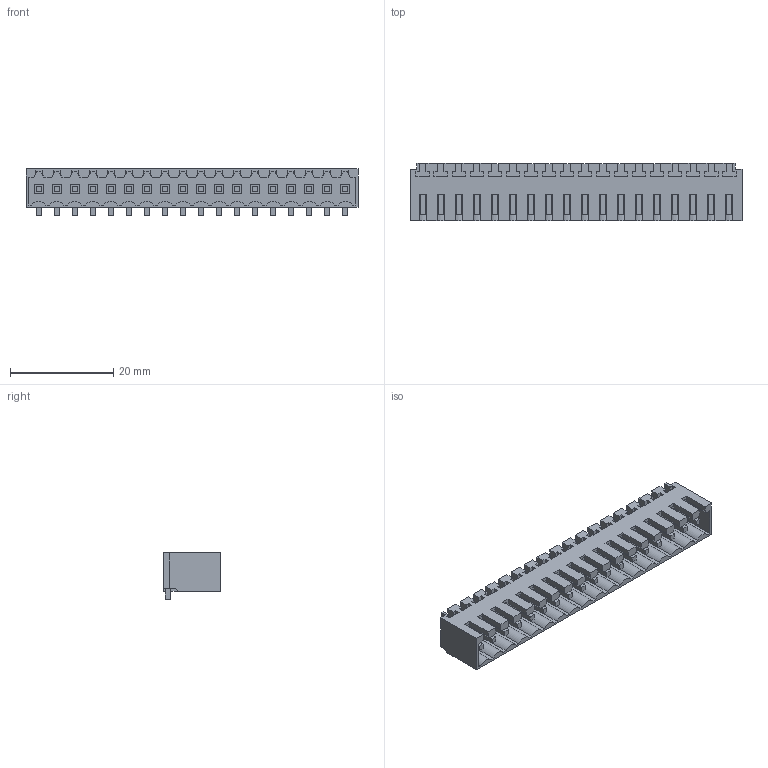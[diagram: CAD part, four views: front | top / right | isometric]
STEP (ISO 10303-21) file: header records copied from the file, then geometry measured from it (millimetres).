
FILE_DESCRIPTION(('CATIA V5 STEP','CAx-IF Rec.Pracs.--- Model Styling and Organization---1.4--- 2014-01-23'),'2;1');
FILE_NAME ('091357-3_0_1761702001_1761702001.stp','2023-11-21T09:43:23+00:00',('none'),('Weidmueller'),'CATIA Version 5-6 Release 2016 SP3 HF44','CATIA V5 STEP AP214','none');
FILE_SCHEMA(('AUTOMOTIVE_DESIGN { 1 0 10303 214 1 1 1 1 }'));
Length unit declared in the file: millimetre
Products named in the file (1): 1761702001
Bounding box: 64.4 x 11.05 x 8.95 mm (x, y, z)
Volume: 2210 mm3; surface area: 6023.6 mm2
Topology: 19 solids, 19 shells, 766 faces, 2170 edges, 1460 vertices
Faces by surface type: plane 748, cylinder 18
Entity records: 23625 total; most frequent: ORIENTED_EDGE 4340, CARTESIAN_POINT 4109, DIRECTION 3126, EDGE_CURVE 2170, VECTOR 2134, LINE 2134, VERTEX_POINT 1460, EDGE_LOOP 820
